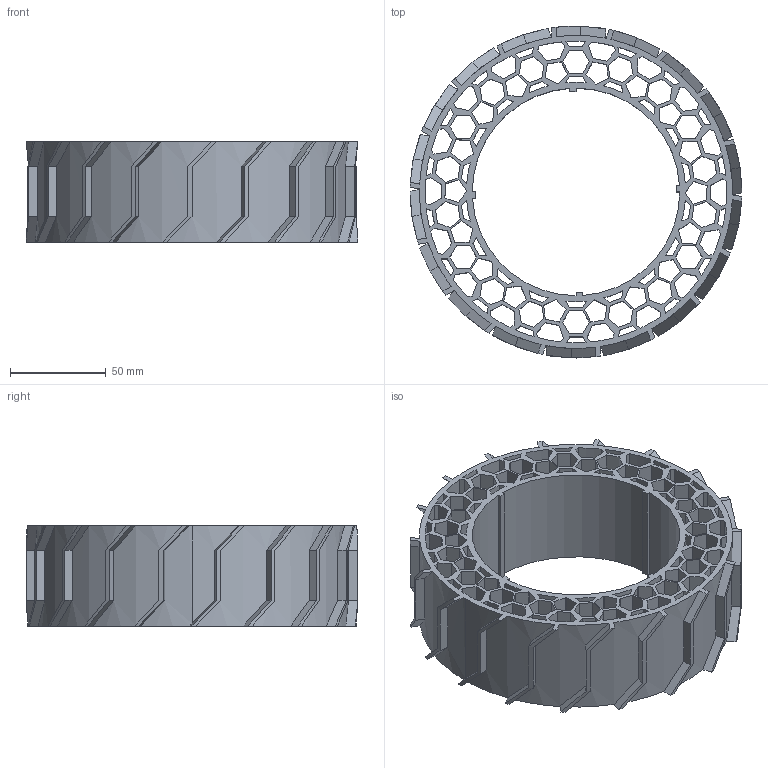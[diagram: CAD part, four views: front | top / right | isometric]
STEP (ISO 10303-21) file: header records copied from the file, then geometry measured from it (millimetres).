
FILE_DESCRIPTION (( 'STEP AP203' ), '1' );
FILE_NAME ('R3-23-Wheel.STEP', '2024-10-31T10:12:23', ( '' ), ( '' ), 'SwSTEP 2.0', 'SolidWorks 2023', '' );
FILE_SCHEMA (( 'CONFIG_CONTROL_DESIGN' ));
Length unit declared in the file: millimetre
Products named in the file (1): R3-23-Wheel
Bounding box: 173.04 x 173.04 x 52.24 mm (x, y, z)
Volume: 281066.5 mm3; surface area: 222438.1 mm2
Topology: 1 solids, 1 shells, 633 faces, 1893 edges, 1262 vertices
Faces by surface type: plane 514, cylinder 119
Entity records: 21524 total; most frequent: CARTESIAN_POINT 4227, ORIENTED_EDGE 3786, DIRECTION 3251, EDGE_CURVE 1893, VECTOR 1511, LINE 1511, VERTEX_POINT 1262, AXIS2_PLACEMENT_3D 870
